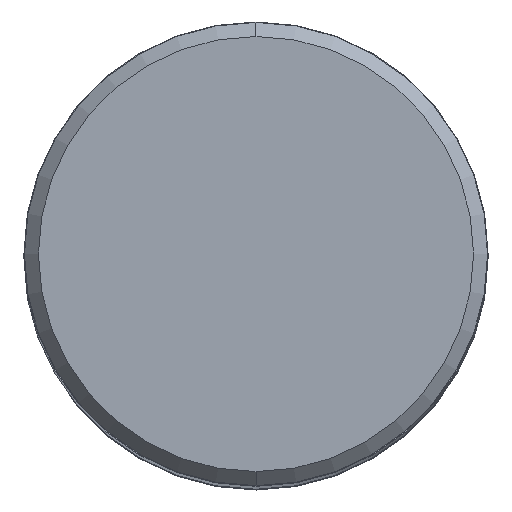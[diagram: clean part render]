
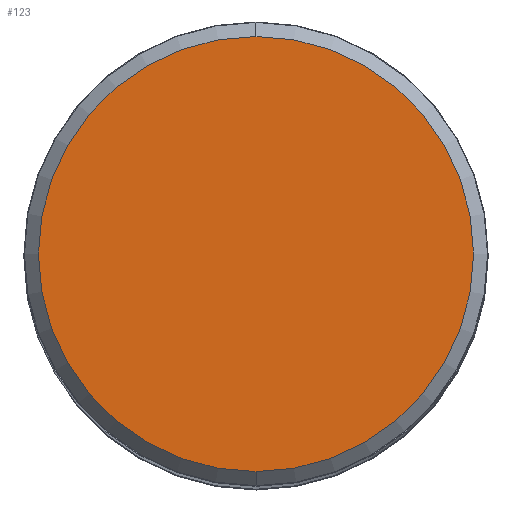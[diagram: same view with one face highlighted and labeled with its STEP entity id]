
A CAD part, top view. The second image highlights one B-rep face of the part: STEP entity #123.
In plain terms, the highlighted planar face has unit normal (0, 0, 1).
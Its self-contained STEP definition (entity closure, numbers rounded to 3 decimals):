
#52=PLANE('',#1101);
#123=ADVANCED_FACE('',(#204),#52,.F.);
#204=FACE_OUTER_BOUND('',#264,.T.);
#264=EDGE_LOOP('',(#444,#445));
#444=ORIENTED_EDGE('',*,*,#662,.T.);
#445=ORIENTED_EDGE('',*,*,#665,.T.);
#562=VERTEX_POINT('',#1688);
#563=VERTEX_POINT('',#1689);
#662=EDGE_CURVE('',#562,#563,#765,.T.);
#665=EDGE_CURVE('',#563,#562,#766,.T.);
#765=CIRCLE('',#1097,14.875);
#766=CIRCLE('',#1099,14.875);
#1097=AXIS2_PLACEMENT_3D('',#1687,#1394,#1395);
#1099=AXIS2_PLACEMENT_3D('',#1693,#1400,#1401);
#1101=AXIS2_PLACEMENT_3D('',#1695,#1404,#1405);
#1394=DIRECTION('',(0.,0.,1.));
#1395=DIRECTION('',(0.,1.,0.));
#1400=DIRECTION('',(0.,0.,1.));
#1401=DIRECTION('',(0.,-1.,0.));
#1404=DIRECTION('',(0.,0.,-1.));
#1405=DIRECTION('',(0.,1.,0.));
#1687=CARTESIAN_POINT('',(0.,0.,0.));
#1688=CARTESIAN_POINT('',(0.,14.875,0.));
#1689=CARTESIAN_POINT('',(0.,-14.875,0.));
#1693=CARTESIAN_POINT('',(0.,0.,0.));
#1695=CARTESIAN_POINT('',(0.,0.,0.));
